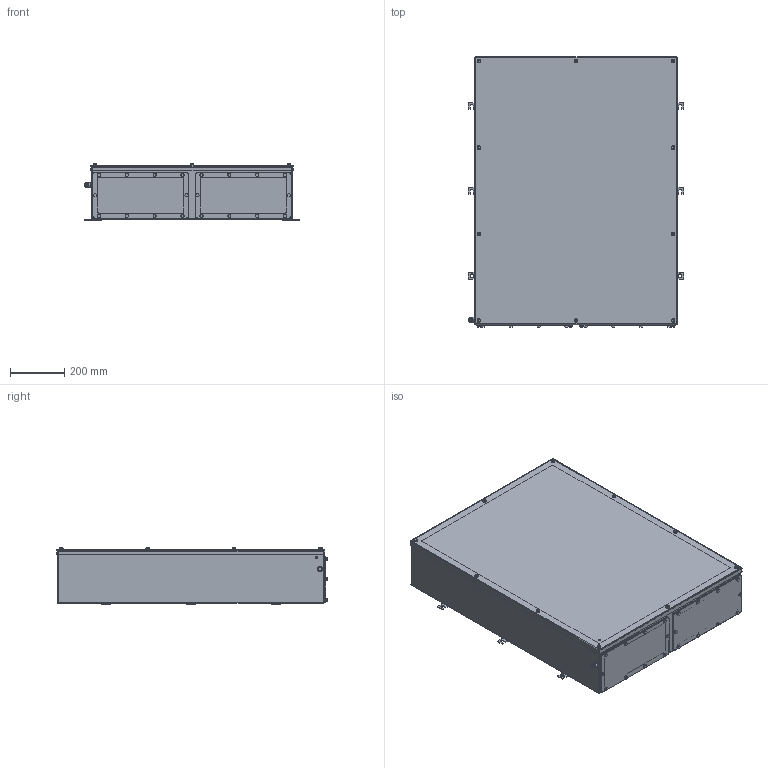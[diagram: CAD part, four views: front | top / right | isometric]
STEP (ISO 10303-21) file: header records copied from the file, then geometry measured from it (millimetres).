
FILE_DESCRIPTION(('CATIA V5 STEP Exchange','CAx-IF Rec.Pracs.--- Model Styling and Organization---1.4--- 2014-01-23'),'2;1');
FILE_NAME ('008710-4_2_1196710000_1196710000.stp','2019-09-25T11:54:48+00:00',('none'),('Weidmueller'),'CATIA Version 5-6 Release 2016 SP3 HF44','CATIA V5 STEP AP214','none');
FILE_SCHEMA(('AUTOMOTIVE_DESIGN { 1 0 10303 214 1 1 1 1 }'));
Products named in the file (1): Product6_AllCATPart
Bounding box: 791 x 993.5 x 208.5 mm (x, y, z)
Volume: 4059992.9 mm3; surface area: 4962329.6 mm2
Topology: 111 solids, 111 shells, 2371 faces, 5450 edges, 3377 vertices
Faces by surface type: cylinder 994, plane 811, cone 486, torus 64, sphere 16
Entity records: 63217 total; most frequent: CARTESIAN_POINT 13325, ORIENTED_EDGE 10712, DIRECTION 8307, EDGE_CURVE 5356, AXIS2_PLACEMENT_3D 3996, VERTEX_POINT 3377, EDGE_LOOP 2769, VECTOR 2626
